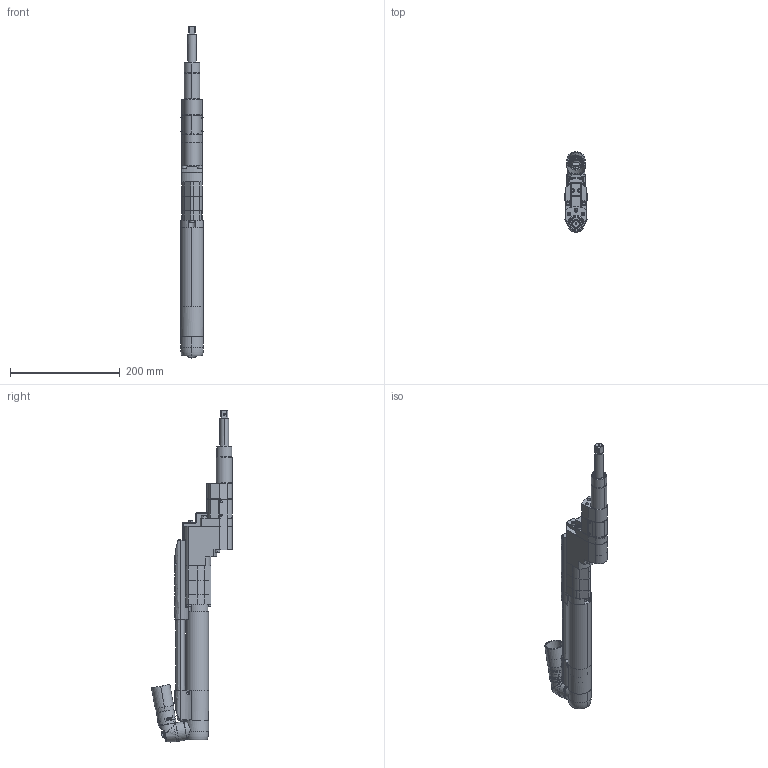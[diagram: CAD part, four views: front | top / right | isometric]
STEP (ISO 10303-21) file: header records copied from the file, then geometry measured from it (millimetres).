
FILE_DESCRIPTION((''),'2;1');
FILE_NAME('8435603020_ASM','2023-05-23T15:48:44',('TOOBENN'),(''),'CREO PARAMETRIC BY PTC INC, 2022414','CREO PARAMETRIC BY PTC INC, 2022414','');
FILE_SCHEMA(('CONFIG_CONTROL_DESIGN','GEOMETRIC_VALIDATION_PROPERTIES_MIM'));
Products named in the file (35): 4230260102; 4230260112_ASM; 4230262500; 4230262900; 4230262180_ASM; 4230263000; 4230263200; 4230263300; 4230263280_ASM; 4230263700; 4230262700; 4230263500_AF0; 4230264080_SPEC1_ASM; 4230261700_AF1; 4230300080_ASM; 4230301180_ASM; 4230161900; 4230217000; 0211122000; 4230217081_ASM; 4230183000; 4230172000; 4230172102; 4230172200; 0226113900; 4230299280_ASM; 4090034100; 0211121000; 0211121500; 4230298280_ASM; 4230181900; 4230264411; 4230266700; 0211117100; 8435603020_ASM
Assembly tree (43 placements, depth 5):
  8435603020_ASM
    4230301180_ASM
      4230260112_ASM
        4230260102
      4230262180_ASM
        4230262500
        4230262900
      4230264080_SPEC1_ASM
        4230263000
        4230263280_ASM
          4230263200
          4230263300
        4230263700
        4230262700
        4230263500_AF0
      4230300080_ASM
        4230261700_AF1
    4230217081_ASM
      4230161900  x2
      4230217000
      0211122000  x3
    4230298280_ASM
      4230183000
      4230299280_ASM
        4230172000
        4230172102
        4230172200
        0226113900  x4
      4090034100
      0211121000  x2
      0211121500  x2
    4230181900
    4230264411
    4230266700
    0211117100  x2
Bounding box: 42 x 147.7 x 606.43 mm (x, y, z)
Volume: 513485.9 mm3; surface area: 286730.1 mm2
Topology: 35 solids, 43 shells, 3240 faces, 8831 edges, 5735 vertices
Faces by surface type: plane 1211, cylinder 1122, torus 403, bspline 253, cone 224, extrusion 13, sphere 8, revolution 6
Entity records: 120231 total; most frequent: CARTESIAN_POINT 33050, ORIENTED_EDGE 13978, DIRECTION 12701, EDGE_CURVE 7005, PRESENTATION_STYLE_ASSIGNMENT 6619, STYLED_ITEM 6448, CURVE_STYLE 6406, AXIS2_PLACEMENT_3D 4846
